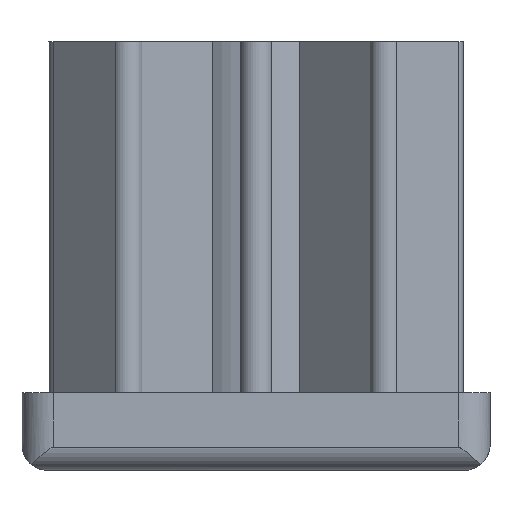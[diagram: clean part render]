
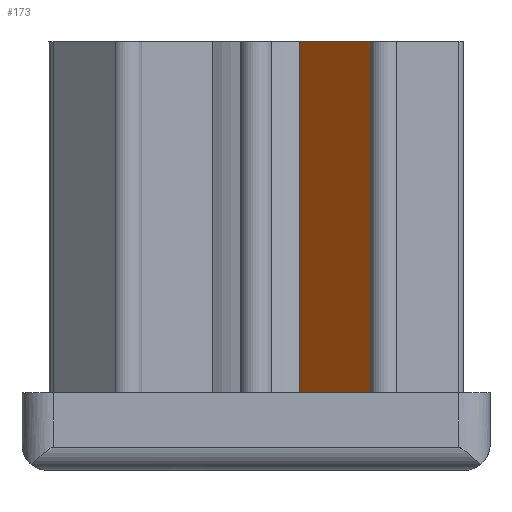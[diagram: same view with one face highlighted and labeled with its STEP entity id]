
A CAD part, left-side view. The second image highlights one B-rep face of the part: STEP entity #173.
In plain terms, the highlighted planar face has unit normal (-0.707, 0.707, 0).
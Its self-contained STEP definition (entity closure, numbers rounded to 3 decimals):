
#173 = ADVANCED_FACE( '', ( #367 ), #368, .F. );
#367 = FACE_OUTER_BOUND( '', #582, .T. );
#368 = PLANE( '', #583 );
#582 = EDGE_LOOP( '', ( #1052, #1053, #1054, #1055 ) );
#583 = AXIS2_PLACEMENT_3D( '', #1056, #1057, #1058 );
#1052 = ORIENTED_EDGE( '', *, *, #1462, .T. );
#1053 = ORIENTED_EDGE( '', *, *, #1429, .T. );
#1054 = ORIENTED_EDGE( '', *, *, #1498, .F. );
#1055 = ORIENTED_EDGE( '', *, *, #1499, .F. );
#1056 = CARTESIAN_POINT( '', ( -8.342, -5.514, 55. ) );
#1057 = DIRECTION( '', ( 0.707, -0.707, 0. ) );
#1058 = DIRECTION( '', ( 0.707, 0.707, 0. ) );
#1429 = EDGE_CURVE( '', #1766, #1764, #1767, .T. );
#1462 = EDGE_CURVE( '', #1818, #1766, #1819, .T. );
#1498 = EDGE_CURVE( '', #1864, #1764, #1865, .T. );
#1499 = EDGE_CURVE( '', #1818, #1864, #1866, .T. );
#1764 = VERTEX_POINT( '', #2334 );
#1766 = VERTEX_POINT( '', #2337 );
#1767 = LINE( '', #2338, #2339 );
#1818 = VERTEX_POINT( '', #2408 );
#1819 = LINE( '', #2409, #2410 );
#1864 = VERTEX_POINT( '', #2471 );
#1865 = LINE( '', #2472, #2473 );
#1866 = LINE( '', #2474, #2475 );
#2334 = CARTESIAN_POINT( '', ( -20.586, -17.757, 10. ) );
#2337 = CARTESIAN_POINT( '', ( -8.342, -5.514, 10. ) );
#2338 = CARTESIAN_POINT( '', ( -8.342, -5.514, 10. ) );
#2339 = VECTOR( '', #2719, 1000. );
#2408 = CARTESIAN_POINT( '', ( -8.342, -5.514, 55. ) );
#2409 = CARTESIAN_POINT( '', ( -8.342, -5.514, 55. ) );
#2410 = VECTOR( '', #2774, 1000. );
#2471 = CARTESIAN_POINT( '', ( -20.586, -17.757, 55. ) );
#2472 = CARTESIAN_POINT( '', ( -20.586, -17.757, 55. ) );
#2473 = VECTOR( '', #2806, 1000. );
#2474 = CARTESIAN_POINT( '', ( -8.342, -5.514, 55. ) );
#2475 = VECTOR( '', #2807, 1000. );
#2719 = DIRECTION( '', ( -0.707, -0.707, 0. ) );
#2774 = DIRECTION( '', ( 0., 0., -1. ) );
#2806 = DIRECTION( '', ( 0., 0., -1. ) );
#2807 = DIRECTION( '', ( -0.707, -0.707, 0. ) );
